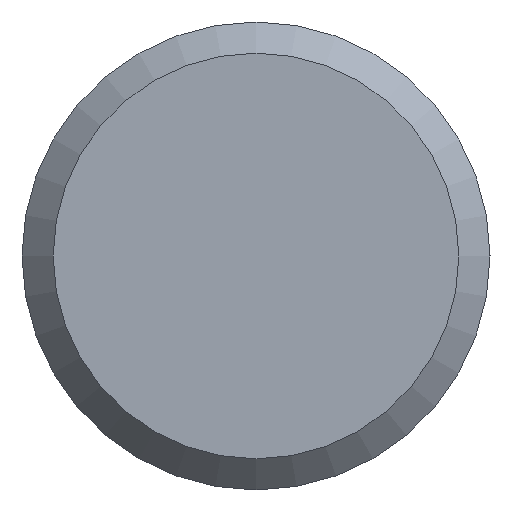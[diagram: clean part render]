
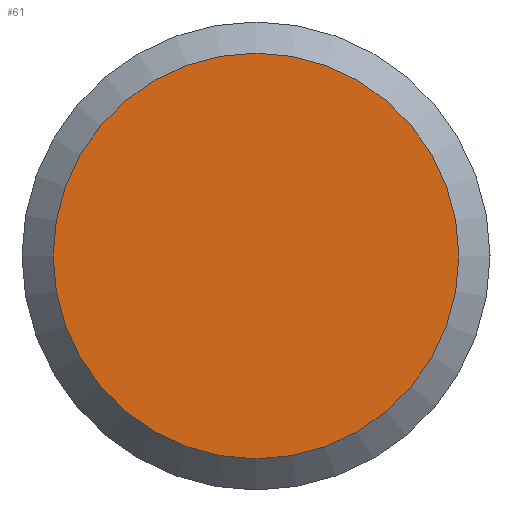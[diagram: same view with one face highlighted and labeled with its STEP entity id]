
A CAD part, left-side view. The second image highlights one B-rep face of the part: STEP entity #61.
In plain terms, the highlighted planar face has unit normal (-1, 0, 0).
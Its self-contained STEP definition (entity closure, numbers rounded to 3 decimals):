
#23=ORIENTED_EDGE('',*,*,#31,.F.);
#31=EDGE_CURVE('',#35,#35,#39,.T.);
#35=VERTEX_POINT('',#111);
#39=CIRCLE('',#80,1.3);
#43=EDGE_LOOP('',(#23));
#51=FACE_BOUND('',#43,.T.);
#59=PLANE('',#79);
#61=ADVANCED_FACE('',(#51),#59,.F.);
#79=AXIS2_PLACEMENT_3D('',#109,#90,#91);
#80=AXIS2_PLACEMENT_3D('',#110,#92,#93);
#90=DIRECTION('',(1.,0.,0.));
#91=DIRECTION('',(0.,0.,-1.));
#92=DIRECTION('',(1.,0.,0.));
#93=DIRECTION('',(0.,0.,-1.));
#109=CARTESIAN_POINT('',(0.,0.,0.));
#110=CARTESIAN_POINT('',(0.,0.,0.));
#111=CARTESIAN_POINT('',(0.,0.,-1.3));
